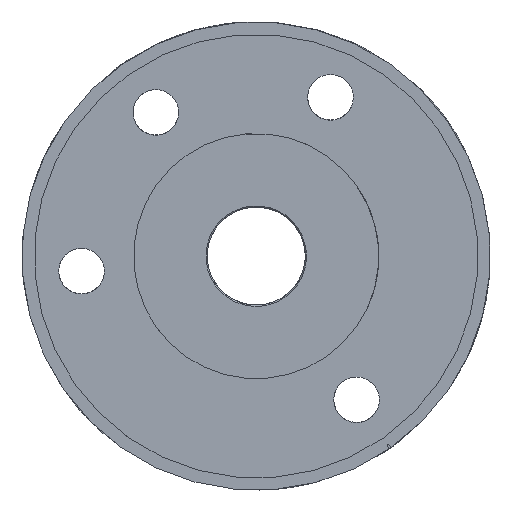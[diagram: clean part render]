
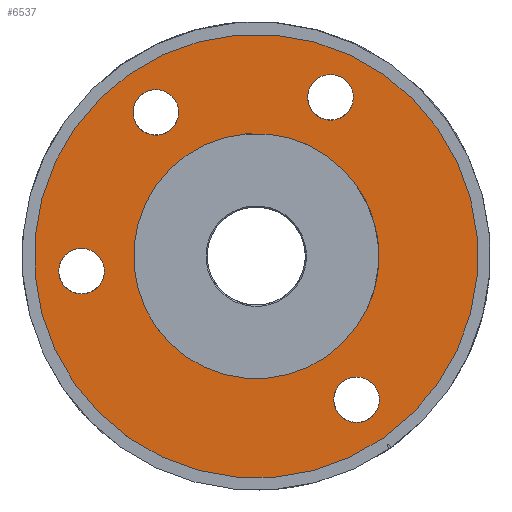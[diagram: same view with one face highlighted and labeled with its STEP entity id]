
A CAD part, left-side view. The second image highlights one B-rep face of the part: STEP entity #6537.
In plain terms, the highlighted face is planar.
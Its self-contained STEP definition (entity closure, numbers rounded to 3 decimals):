
#956=FACE_BOUND('',#2159,.T.);
#957=FACE_BOUND('',#2160,.T.);
#958=FACE_BOUND('',#2161,.T.);
#959=FACE_BOUND('',#2162,.T.);
#960=FACE_BOUND('',#2163,.T.);
#1698=PLANE('',#6957);
#1741=FACE_OUTER_BOUND('',#2158,.T.);
#2158=EDGE_LOOP('',(#4822));
#2159=EDGE_LOOP('',(#4823));
#2160=EDGE_LOOP('',(#4824));
#2161=EDGE_LOOP('',(#4825));
#2162=EDGE_LOOP('',(#4826));
#2163=EDGE_LOOP('',(#4827));
#2570=CIRCLE('',#6928,90.5);
#2573=CIRCLE('',#6932,9.316);
#2575=CIRCLE('',#6935,9.316);
#2577=CIRCLE('',#6938,9.316);
#2579=CIRCLE('',#6941,9.316);
#2586=CIRCLE('',#6958,50.);
#2711=VERTEX_POINT('',#8631);
#2859=VERTEX_POINT('',#11379);
#2891=VERTEX_POINT('',#11955);
#2923=VERTEX_POINT('',#12531);
#2955=VERTEX_POINT('',#13107);
#2998=VERTEX_POINT('',#13822);
#3459=EDGE_CURVE('',#2711,#2711,#2570,.T.);
#3610=EDGE_CURVE('',#2859,#2859,#2573,.T.);
#3643=EDGE_CURVE('',#2891,#2891,#2575,.T.);
#3676=EDGE_CURVE('',#2923,#2923,#2577,.T.);
#3709=EDGE_CURVE('',#2955,#2955,#2579,.T.);
#3758=EDGE_CURVE('',#2998,#2998,#2586,.T.);
#4822=ORIENTED_EDGE('',*,*,#3459,.T.);
#4823=ORIENTED_EDGE('',*,*,#3610,.T.);
#4824=ORIENTED_EDGE('',*,*,#3643,.T.);
#4825=ORIENTED_EDGE('',*,*,#3676,.T.);
#4826=ORIENTED_EDGE('',*,*,#3709,.T.);
#4827=ORIENTED_EDGE('',*,*,#3758,.T.);
#6537=ADVANCED_FACE('',(#1741,#956,#957,#958,#959,#960),#1698,.T.);
#6928=AXIS2_PLACEMENT_3D('',#8632,#7380,#7381);
#6932=AXIS2_PLACEMENT_3D('',#11381,#7391,#7392);
#6935=AXIS2_PLACEMENT_3D('',#11957,#7398,#7399);
#6938=AXIS2_PLACEMENT_3D('',#12533,#7405,#7406);
#6941=AXIS2_PLACEMENT_3D('',#13109,#7412,#7413);
#6957=AXIS2_PLACEMENT_3D('',#13821,#7450,#7451);
#6958=AXIS2_PLACEMENT_3D('',#13823,#7452,#7453);
#7380=DIRECTION('center_axis',(1.,0.,0.));
#7381=DIRECTION('ref_axis',(0.,0.,1.));
#7391=DIRECTION('center_axis',(-1.,0.,0.));
#7392=DIRECTION('ref_axis',(0.,0.,1.));
#7398=DIRECTION('center_axis',(-1.,0.,0.));
#7399=DIRECTION('ref_axis',(0.,0.,1.));
#7405=DIRECTION('center_axis',(-1.,0.,0.));
#7406=DIRECTION('ref_axis',(0.,0.,1.));
#7412=DIRECTION('center_axis',(-1.,0.,0.));
#7413=DIRECTION('ref_axis',(0.,0.,1.));
#7450=DIRECTION('center_axis',(1.,0.,0.));
#7451=DIRECTION('ref_axis',(0.,0.,-1.));
#7452=DIRECTION('center_axis',(-1.,0.,0.));
#7453=DIRECTION('ref_axis',(0.,1.,0.));
#8631=CARTESIAN_POINT('',(212.5,0.,-90.5));
#8632=CARTESIAN_POINT('Origin',(212.5,0.,0.));
#11379=CARTESIAN_POINT('',(212.5,-35.75,-71.236));
#11381=CARTESIAN_POINT('Origin',(212.5,-35.75,-61.921));
#11955=CARTESIAN_POINT('',(212.5,-71.5,-9.315));
#11957=CARTESIAN_POINT('Origin',(212.5,-71.5,0.));
#12531=CARTESIAN_POINT('',(212.5,-35.75,52.605));
#12533=CARTESIAN_POINT('Origin',(212.5,-35.75,61.921));
#13107=CARTESIAN_POINT('',(212.5,71.5,-9.316));
#13109=CARTESIAN_POINT('Origin',(212.5,71.5,0.));
#13821=CARTESIAN_POINT('Origin',(212.5,72.75,0.));
#13822=CARTESIAN_POINT('',(212.5,-50.,0.));
#13823=CARTESIAN_POINT('Origin',(212.5,0.,0.));
